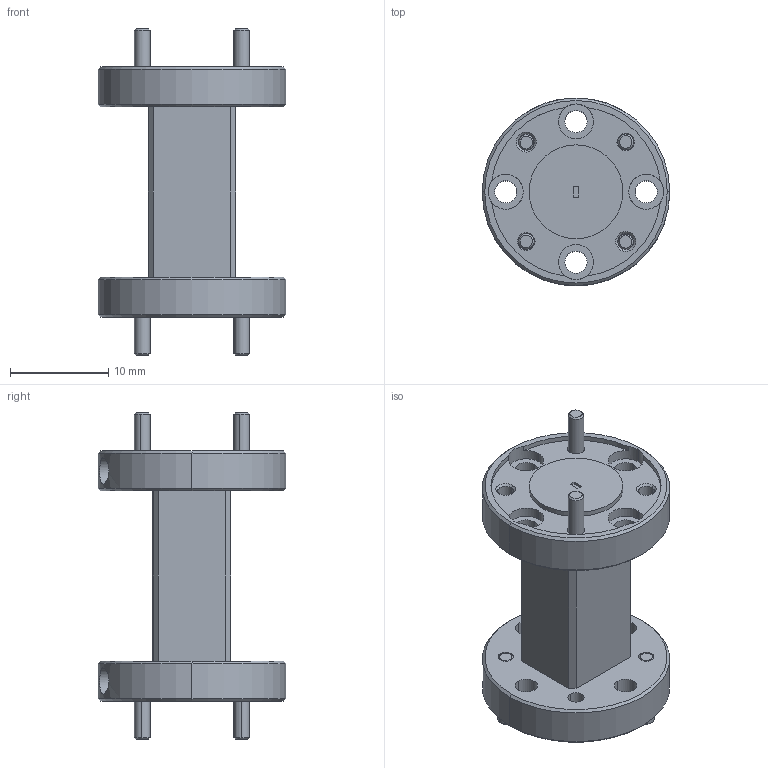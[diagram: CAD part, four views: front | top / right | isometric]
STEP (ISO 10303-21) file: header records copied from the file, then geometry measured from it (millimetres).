
FILE_DESCRIPTION (( 'STEP AP203' ), '1' );
FILE_NAME ('TA-F04-A.STEP', '2022-04-07T21:48:10', ( '' ), ( '' ), 'SwSTEP 2.0', 'SolidWorks 2021', '' );
FILE_SCHEMA (( 'CONFIG_CONTROL_DESIGN' ));
Length unit declared in the file: inch
Products named in the file (1): TA-F04-A
Bounding box: 19.05 x 19.05 x 33.15 mm (x, y, z)
Volume: 3148.9 mm3; surface area: 2785.4 mm2
Topology: 5 solids, 5 shells, 309 faces, 689 edges, 414 vertices
Faces by surface type: plane 108, cone 106, cylinder 95
Entity records: 8942 total; most frequent: CARTESIAN_POINT 1828, DIRECTION 1559, ORIENTED_EDGE 1378, EDGE_CURVE 689, AXIS2_PLACEMENT_3D 613, VERTEX_POINT 414, EDGE_LOOP 365, VECTOR 333
